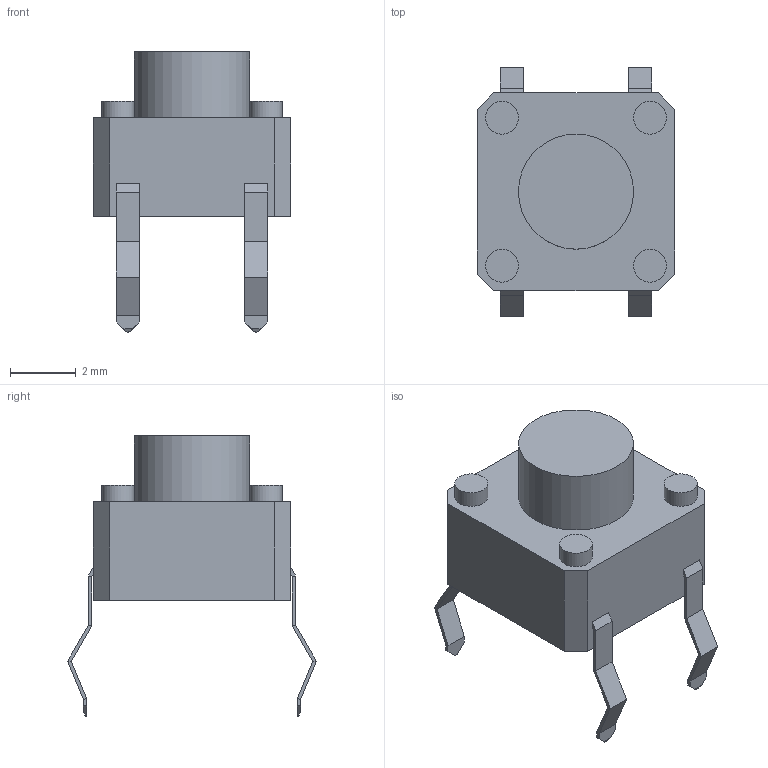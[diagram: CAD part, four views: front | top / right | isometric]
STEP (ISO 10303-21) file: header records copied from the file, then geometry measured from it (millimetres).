
FILE_DESCRIPTION(/* description */ (''),/* implementation_level */ '2;1');
FILE_NAME(/* name */ '6x6 5mm Tactile Button_.step',/* time_stamp */ '2024-06-19T12:04:11-04:00',/* author */ (''),/* organization */ (''),/* preprocessor_version */ 'ST-DEVELOPER v20',/* originating_system */ 'Autodesk Translation Framework v13.14.0.145',/* authorisation */ '');
FILE_SCHEMA (('AUTOMOTIVE_DESIGN { 1 0 10303 214 3 1 1 }'));
Length unit declared in the file: millimetre
Products named in the file (2): Electrical Components; 6x6 5mm Tach Buton (4 arm)
Assembly tree (1 placements, depth 2):
  Electrical Components
    6x6 5mm Tach Buton (4 arm)
Bounding box: 6.01 x 7.57 x 8.52 mm (x, y, z)
Volume: 129 mm3; surface area: 197 mm2
Topology: 1 solids, 1 shells, 116 faces, 251 edges, 146 vertices
Faces by surface type: plane 107, cylinder 9
Full cylindrical faces by diameter (mm): 1 x4, 3.5 x1
Entity records: 3109 total; most frequent: CARTESIAN_POINT 516, DIRECTION 507, ORIENTED_EDGE 502, EDGE_CURVE 251, LINE 233, VECTOR 233, VERTEX_POINT 146, AXIS2_PLACEMENT_3D 137
